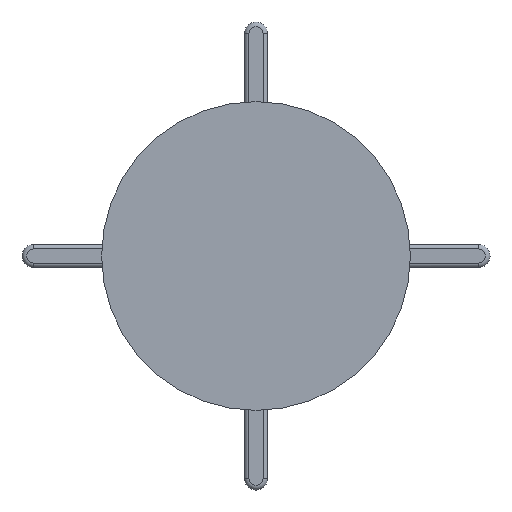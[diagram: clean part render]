
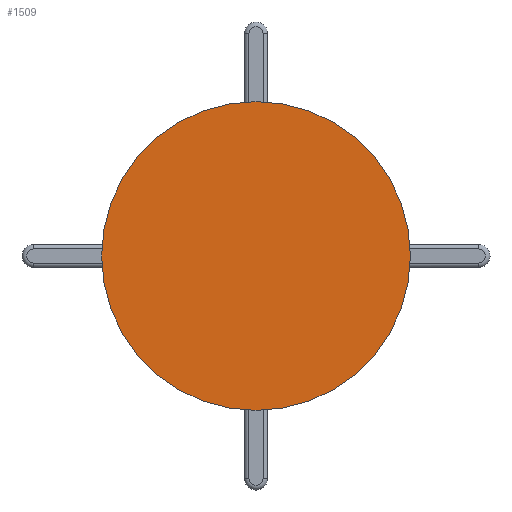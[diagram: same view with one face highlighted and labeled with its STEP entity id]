
A CAD part, front view. The second image highlights one B-rep face of the part: STEP entity #1509.
In plain terms, the highlighted planar face has unit normal (0, -1, 0).
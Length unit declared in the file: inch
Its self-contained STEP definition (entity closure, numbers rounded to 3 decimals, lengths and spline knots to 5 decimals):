
#2=CARTESIAN_POINT('',(0.,0.,0.));
#3=DIRECTION('',(0.,-1.,0.));
#4=DIRECTION('',(1.,0.,0.));
#5=AXIS2_PLACEMENT_3D('',#2,#3,#4);
#25=CARTESIAN_POINT('',(0.,0.,0.));
#26=DIRECTION('',(0.,1.,0.));
#27=DIRECTION('',(1.,0.,0.));
#28=AXIS2_PLACEMENT_3D('',#25,#26,#27);
#1246=CARTESIAN_POINT('',(0.99,0.,0.));
#1247=CARTESIAN_POINT('',(-0.99,0.,0.));
#1248=VERTEX_POINT('',#1246);
#1249=VERTEX_POINT('',#1247);
#1498=CARTESIAN_POINT('',(0.,0.,0.));
#1499=DIRECTION('',(0.,-1.,0.));
#1500=DIRECTION('',(-1.,0.,0.));
#1501=AXIS2_PLACEMENT_3D('',#1498,#1499,#1500);
#1502=PLANE('',#1501);
#1504=ORIENTED_EDGE('',*,*,#1503,.F.);
#1506=ORIENTED_EDGE('',*,*,#1505,.T.);
#1507=EDGE_LOOP('',(#1504,#1506));
#1508=FACE_OUTER_BOUND('',#1507,.F.);
#1509=ADVANCED_FACE('',(#1508),#1502,.T.);
#6=CIRCLE('',#5,0.99);
#29=CIRCLE('',#28,0.99);
#1503=EDGE_CURVE('',#1248,#1249,#6,.T.);
#1505=EDGE_CURVE('',#1248,#1249,#29,.T.);
